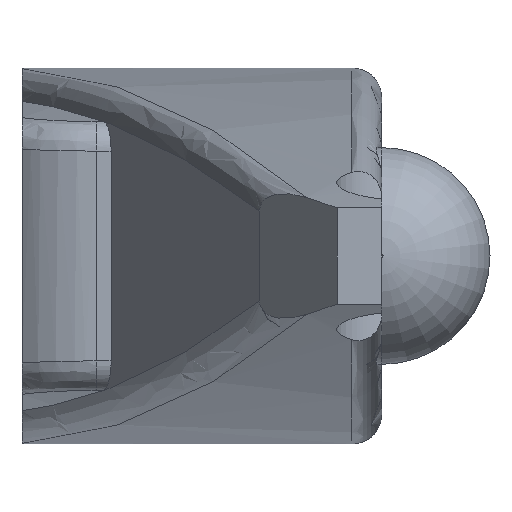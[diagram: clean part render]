
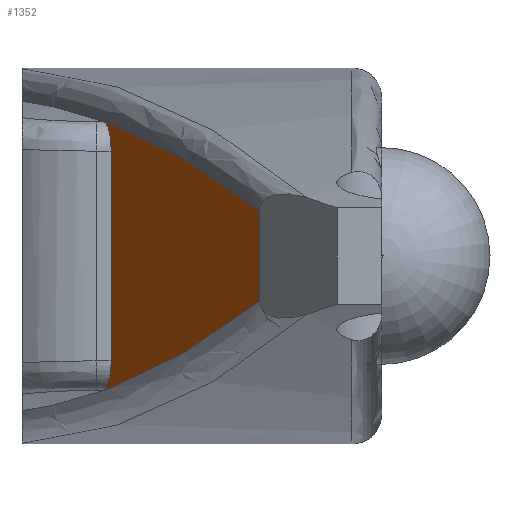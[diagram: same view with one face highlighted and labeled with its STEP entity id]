
A CAD part, left-side view. The second image highlights one B-rep face of the part: STEP entity #1352.
In plain terms, the highlighted planar face has unit normal (-0.27, 0.963, 0).
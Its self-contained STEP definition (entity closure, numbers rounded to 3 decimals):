
#1 =( BOUNDED_CURVE ( )  B_SPLINE_CURVE ( 3, ( #1547, #1214, #580, #976 ),
 .UNSPECIFIED., .F., .T. ) 
 B_SPLINE_CURVE_WITH_KNOTS ( ( 4, 4 ),
 ( 3.142, 4.612 ),
 .UNSPECIFIED. ) 
 CURVE ( )  GEOMETRIC_REPRESENTATION_ITEM ( )  RATIONAL_B_SPLINE_CURVE ( ( 1., 0.828, 0.828, 1. ) ) 
 REPRESENTATION_ITEM ( '' )  );
#44 = ORIENTED_EDGE ( 'NONE', *, *, #449, .T. ) ;
#102 = FACE_OUTER_BOUND ( 'NONE', #1482, .T. ) ;
#104 = EDGE_CURVE ( 'NONE', #1558, #1337, #1546, .T. ) ;
#133 = CARTESIAN_POINT ( 'NONE',  ( -21.99, 9.11, 10.303 ) ) ;
#144 = CARTESIAN_POINT ( 'NONE',  ( -21.99, 9.11, 9.401 ) ) ;
#199 = CARTESIAN_POINT ( 'NONE',  ( -39.793, 4.11, 12.327 ) ) ;
#222 = CARTESIAN_POINT ( 'NONE',  ( -21.99, 9.11, 18.272 ) ) ;
#248 = ORIENTED_EDGE ( 'NONE', *, *, #104, .F. ) ;
#255 = CARTESIAN_POINT ( 'NONE',  ( -21.99, 9.11, 17.371 ) ) ;
#269 = CARTESIAN_POINT ( 'NONE',  ( -21.99, 9.11, 18.272 ) ) ;
#300 = ORIENTED_EDGE ( 'NONE', *, *, #1226, .T. ) ;
#329 = CARTESIAN_POINT ( 'NONE',  ( -21.99, 9.11, 0. ) ) ;
#439 = CARTESIAN_POINT ( 'NONE',  ( -21.385, 9.28, 9.338 ) ) ;
#449 = EDGE_CURVE ( 'NONE', #1847, #489, #2394, .T. ) ;
#484 = CARTESIAN_POINT ( 'NONE',  ( -39.793, 4.11, 15.347 ) ) ;
#489 = VERTEX_POINT ( 'NONE', #2438 ) ;
#540 = CARTESIAN_POINT ( 'NONE',  ( -3.98, 14.169, 7.507 ) ) ;
#575 = VERTEX_POINT ( 'NONE', #740 ) ;
#580 = CARTESIAN_POINT ( 'NONE',  ( -21.628, 9.212, 9.362 ) ) ;
#603 = EDGE_CURVE ( 'NONE', #1011, #575, #1617, .T. ) ;
#646 = DIRECTION ( 'NONE',  ( -0.963, -0.27, 0. ) ) ;
#662 = CARTESIAN_POINT ( 'NONE',  ( -21.09, 9.363, 9.308 ) ) ;
#695 = ORIENTED_EDGE ( 'NONE', *, *, #603, .T. ) ;
#707 = DIRECTION ( 'NONE',  ( 0., 0., 1. ) ) ;
#740 = CARTESIAN_POINT ( 'NONE',  ( -21.99, 9.11, 17.371 ) ) ;
#776 = CARTESIAN_POINT ( 'NONE',  ( -21.628, 9.212, 18.312 ) ) ;
#889 = CARTESIAN_POINT ( 'NONE',  ( -21.09, 9.363, 18.366 ) ) ;
#895 = ORIENTED_EDGE ( 'NONE', *, *, #902, .T. ) ;
#902 = EDGE_CURVE ( 'NONE', #489, #2130, #931, .T. ) ;
#922 = B_SPLINE_CURVE_WITH_KNOTS ( 'NONE', 3,
 ( #2006, #1848, #1674, #1304 ),
 .UNSPECIFIED., .F., .F.,
 ( 4, 4 ),
 ( 0.889, 1. ),
 .UNSPECIFIED. ) ;
#931 =( BOUNDED_CURVE ( )  B_SPLINE_CURVE ( 3, ( #484, #1815, #2354, #269 ),
 .UNSPECIFIED., .F., .T. ) 
 B_SPLINE_CURVE_WITH_KNOTS ( ( 4, 4 ),
 ( 1.351, 1.465 ),
 .UNSPECIFIED. ) 
 CURVE ( )  GEOMETRIC_REPRESENTATION_ITEM ( )  RATIONAL_B_SPLINE_CURVE ( ( 1., 0.999, 0.999, 1. ) ) 
 REPRESENTATION_ITEM ( '' )  );
#976 = CARTESIAN_POINT ( 'NONE',  ( -21.09, 9.363, 9.308 ) ) ;
#987 = CARTESIAN_POINT ( 'NONE',  ( -21.685, 9.196, 9.369 ) ) ;
#994 = AXIS2_PLACEMENT_3D ( 'NONE', #540, #2335, #646 ) ;
#1011 = VERTEX_POINT ( 'NONE', #889 ) ;
#1018 = EDGE_CURVE ( 'NONE', #1558, #1847, #1195, .T. ) ;
#1020 = LINE ( 'NONE', #329, #2261 ) ;
#1023 = VERTEX_POINT ( 'NONE', #133 ) ;
#1055 = CARTESIAN_POINT ( 'NONE',  ( -39.793, 4.11, 7.507 ) ) ;
#1083 = EDGE_CURVE ( 'NONE', #1023, #1337, #1, .T. ) ;
#1122 = CARTESIAN_POINT ( 'NONE',  ( -39.793, 4.11, 12.327 ) ) ;
#1195 =( BOUNDED_CURVE ( )  B_SPLINE_CURVE ( 3, ( #144, #2437, #1517, #1122 ),
 .UNSPECIFIED., .F., .T. ) 
 B_SPLINE_CURVE_WITH_KNOTS ( ( 4, 4 ),
 ( 4.819, 4.932 ),
 .UNSPECIFIED. ) 
 CURVE ( )  GEOMETRIC_REPRESENTATION_ITEM ( )  RATIONAL_B_SPLINE_CURVE ( ( 1., 0.999, 0.999, 1. ) ) 
 REPRESENTATION_ITEM ( '' )  );
#1214 = CARTESIAN_POINT ( 'NONE',  ( -21.99, 9.11, 9.763 ) ) ;
#1217 = CARTESIAN_POINT ( 'NONE',  ( -21.99, 9.11, 17.911 ) ) ;
#1226 = EDGE_CURVE ( 'NONE', #575, #1023, #1020, .T. ) ;
#1241 = VECTOR ( 'NONE', #707, 1000. ) ;
#1253 = ORIENTED_EDGE ( 'NONE', *, *, #1083, .T. ) ;
#1286 = EDGE_CURVE ( 'NONE', #1011, #2130, #922, .T. ) ;
#1294 = ORIENTED_EDGE ( 'NONE', *, *, #1286, .F. ) ;
#1304 = CARTESIAN_POINT ( 'NONE',  ( -21.99, 9.11, 18.272 ) ) ;
#1337 = VERTEX_POINT ( 'NONE', #1821 ) ;
#1352 = ADVANCED_FACE ( 'NONE', ( #102 ), #1583, .T. ) ;
#1390 = ORIENTED_EDGE ( 'NONE', *, *, #1018, .T. ) ;
#1482 = EDGE_LOOP ( 'NONE', ( #895, #1294, #695, #300, #1253, #248, #1390, #44 ) ) ;
#1517 = CARTESIAN_POINT ( 'NONE',  ( -33.918, 5.76, 11.015 ) ) ;
#1546 = B_SPLINE_CURVE_WITH_KNOTS ( 'NONE', 3,
 ( #1934, #987, #439, #662 ),
 .UNSPECIFIED., .F., .F.,
 ( 4, 4 ),
 ( 0., 0.111 ),
 .UNSPECIFIED. ) ;
#1547 = CARTESIAN_POINT ( 'NONE',  ( -21.99, 9.11, 10.303 ) ) ;
#1558 = VERTEX_POINT ( 'NONE', #2105 ) ;
#1583 = PLANE ( 'NONE',  #994 ) ;
#1617 =( BOUNDED_CURVE ( )  B_SPLINE_CURVE ( 3, ( #2091, #776, #1217, #255 ),
 .UNSPECIFIED., .F., .T. ) 
 B_SPLINE_CURVE_WITH_KNOTS ( ( 4, 4 ),
 ( 1.671, 3.142 ),
 .UNSPECIFIED. ) 
 CURVE ( )  GEOMETRIC_REPRESENTATION_ITEM ( )  RATIONAL_B_SPLINE_CURVE ( ( 1., 0.828, 0.828, 1. ) ) 
 REPRESENTATION_ITEM ( '' )  );
#1674 = CARTESIAN_POINT ( 'NONE',  ( -21.685, 9.196, 18.305 ) ) ;
#1769 = DIRECTION ( 'NONE',  ( 0., 0., -1. ) ) ;
#1815 = CARTESIAN_POINT ( 'NONE',  ( -33.918, 5.76, 16.658 ) ) ;
#1821 = CARTESIAN_POINT ( 'NONE',  ( -21.09, 9.363, 9.308 ) ) ;
#1847 = VERTEX_POINT ( 'NONE', #199 ) ;
#1848 = CARTESIAN_POINT ( 'NONE',  ( -21.385, 9.28, 18.336 ) ) ;
#1934 = CARTESIAN_POINT ( 'NONE',  ( -21.99, 9.11, 9.401 ) ) ;
#2006 = CARTESIAN_POINT ( 'NONE',  ( -21.09, 9.363, 18.366 ) ) ;
#2091 = CARTESIAN_POINT ( 'NONE',  ( -21.09, 9.363, 18.366 ) ) ;
#2105 = CARTESIAN_POINT ( 'NONE',  ( -21.99, 9.11, 9.401 ) ) ;
#2130 = VERTEX_POINT ( 'NONE', #222 ) ;
#2261 = VECTOR ( 'NONE', #1769, 1000. ) ;
#2335 = DIRECTION ( 'NONE',  ( -0.27, 0.963, 0. ) ) ;
#2354 = CARTESIAN_POINT ( 'NONE',  ( -27.977, 7.429, 17.635 ) ) ;
#2394 = LINE ( 'NONE', #1055, #1241 ) ;
#2437 = CARTESIAN_POINT ( 'NONE',  ( -27.977, 7.429, 10.039 ) ) ;
#2438 = CARTESIAN_POINT ( 'NONE',  ( -39.793, 4.11, 15.347 ) ) ;
